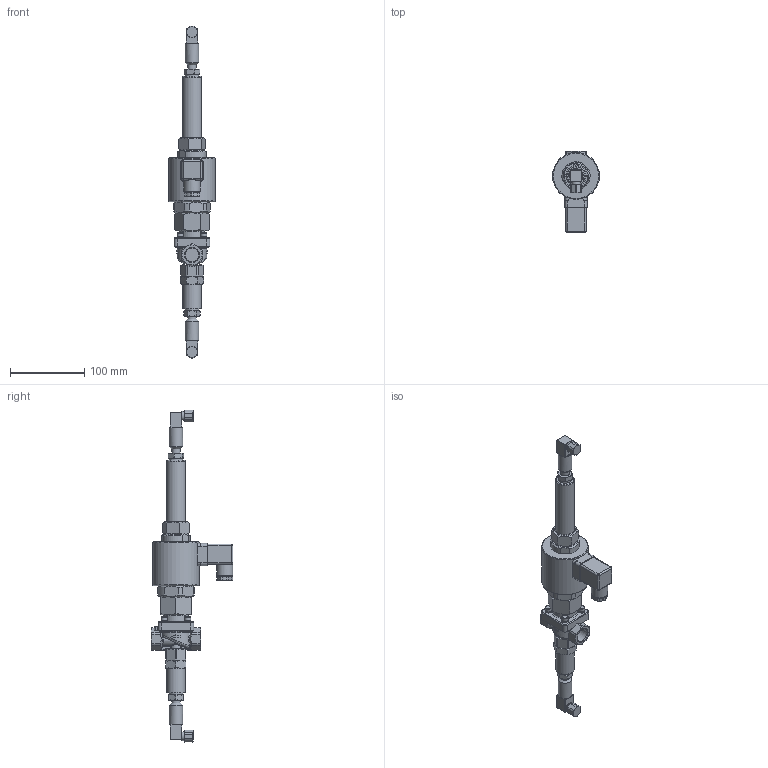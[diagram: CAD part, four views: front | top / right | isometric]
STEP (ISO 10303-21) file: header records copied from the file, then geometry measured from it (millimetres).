
FILE_DESCRIPTION(/* description */ ('3D-Modell'),/* implementation_level */ '2;1');
FILE_NAME(/* name */ '035.000738_A3523-1004-.322-X2.stp',/* time_stamp */ '2020-06-25T14:01:04+02:00',/* author */ ('CBeuthner'),/* organization */ (''),/* preprocessor_version */ 'ST-DEVELOPER v16.1',/* originating_system */ 'Autodesk Inventor 2016',/* authorisation */ '');
FILE_SCHEMA (('CONFIG_CONTROL_DESIGN'));
Length unit declared in the file: millimetre
Products named in the file (1): 88-004733
Bounding box: 63 x 110.2 x 447.57 mm (x, y, z)
Volume: 498477.8 mm3; surface area: 71829.8 mm2
Topology: 2 solids, 2 shells, 618 faces, 1543 edges, 936 vertices
Faces by surface type: plane 253, cylinder 173, cone 95, bspline 44, torus 35, sphere 18
Full cylindrical faces by diameter (mm): 5 x4, 8.5 x4, 12 x4, 17 x1, 18 x4, 18.631 x2, 22 x1, 25 x1, 25.6 x1, 34 x1, 63 x1
Entity records: 21034 total; most frequent: CARTESIAN_POINT 6743, ORIENTED_EDGE 2896, DIRECTION 2768, EDGE_CURVE 1448, AXIS2_PLACEMENT_3D 1103, VERTEX_POINT 909, EDGE_LOOP 701, FACE_OUTER_BOUND 618
